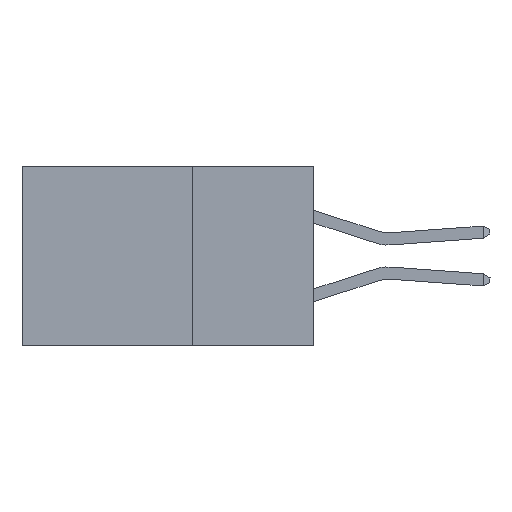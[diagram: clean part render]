
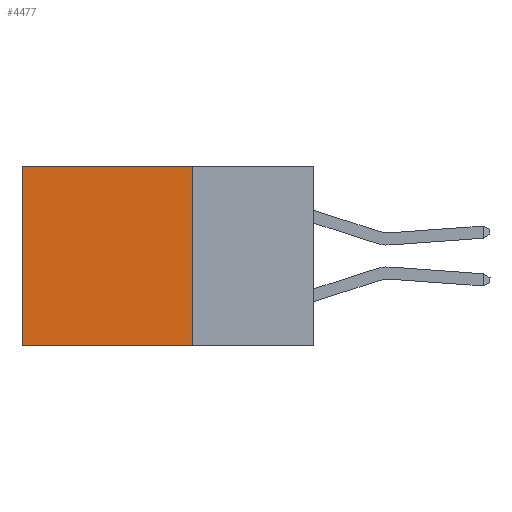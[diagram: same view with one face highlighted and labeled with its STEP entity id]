
A CAD part, left-side view. The second image highlights one B-rep face of the part: STEP entity #4477.
In plain terms, the highlighted planar face has unit normal (-1, 0, 0).
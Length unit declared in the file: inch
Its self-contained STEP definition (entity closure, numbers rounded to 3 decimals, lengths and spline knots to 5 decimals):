
#899 = CARTESIAN_POINT ( 'NONE',  ( 0.2875, 0.25, 0. ) ) ;
#910 = VERTEX_POINT ( 'NONE', #35486 ) ;
#1148 = ORIENTED_EDGE ( 'NONE', *, *, #25630, .T. ) ;
#1269 = EDGE_LOOP ( 'NONE', ( #1148, #19621, #12425, #21973 ) ) ;
#4477 = ADVANCED_FACE ( 'NONE', ( #31908 ), #36181, .F. ) ;
#4875 = DIRECTION ( 'NONE',  ( 1., 0., 0. ) ) ;
#5168 = LINE ( 'NONE', #16386, #14505 ) ;
#6071 = CARTESIAN_POINT ( 'NONE',  ( 0.2875, 0.6, -0.37 ) ) ;
#6147 = EDGE_CURVE ( 'NONE', #37265, #37142, #12811, .T. ) ;
#7709 = DIRECTION ( 'NONE',  ( 0., 1., 0. ) ) ;
#8726 = VECTOR ( 'NONE', #7709, 39.37008 ) ;
#9562 = CARTESIAN_POINT ( 'NONE',  ( 0.2875, 0.25, -0.37 ) ) ;
#11714 = AXIS2_PLACEMENT_3D ( 'NONE', #23712, #4875, #26872 ) ;
#12425 = ORIENTED_EDGE ( 'NONE', *, *, #6147, .F. ) ;
#12811 = LINE ( 'NONE', #899, #21163 ) ;
#14505 = VECTOR ( 'NONE', #29440, 39.37008 ) ;
#16386 = CARTESIAN_POINT ( 'NONE',  ( 0.2875, 0.6, 0. ) ) ;
#18574 = LINE ( 'NONE', #23244, #8726 ) ;
#19621 = ORIENTED_EDGE ( 'NONE', *, *, #23113, .F. ) ;
#21163 = VECTOR ( 'NONE', #22944, 39.37008 ) ;
#21973 = ORIENTED_EDGE ( 'NONE', *, *, #40379, .T. ) ;
#22900 = CARTESIAN_POINT ( 'NONE',  ( 0.2875, 0.25, 0. ) ) ;
#22944 = DIRECTION ( 'NONE',  ( 0., 0., -1. ) ) ;
#23113 = EDGE_CURVE ( 'NONE', #37142, #36256, #18574, .T. ) ;
#23244 = CARTESIAN_POINT ( 'NONE',  ( 0.2875, 0.25, -0.37 ) ) ;
#23712 = CARTESIAN_POINT ( 'NONE',  ( 0.2875, 0.25, 0. ) ) ;
#25630 = EDGE_CURVE ( 'NONE', #910, #36256, #5168, .T. ) ;
#26496 = CARTESIAN_POINT ( 'NONE',  ( 0.2875, 0.25, 0. ) ) ;
#26872 = DIRECTION ( 'NONE',  ( 0., 0., -1. ) ) ;
#29440 = DIRECTION ( 'NONE',  ( 0., 0., -1. ) ) ;
#31908 = FACE_OUTER_BOUND ( 'NONE', #1269, .T. ) ;
#34500 = LINE ( 'NONE', #26496, #36977 ) ;
#35486 = CARTESIAN_POINT ( 'NONE',  ( 0.2875, 0.6, 0. ) ) ;
#36181 = PLANE ( 'NONE',  #11714 ) ;
#36209 = DIRECTION ( 'NONE',  ( 0., 1., 0. ) ) ;
#36256 = VERTEX_POINT ( 'NONE', #6071 ) ;
#36977 = VECTOR ( 'NONE', #36209, 39.37008 ) ;
#37142 = VERTEX_POINT ( 'NONE', #9562 ) ;
#37265 = VERTEX_POINT ( 'NONE', #22900 ) ;
#40379 = EDGE_CURVE ( 'NONE', #37265, #910, #34500, .T. ) ;
